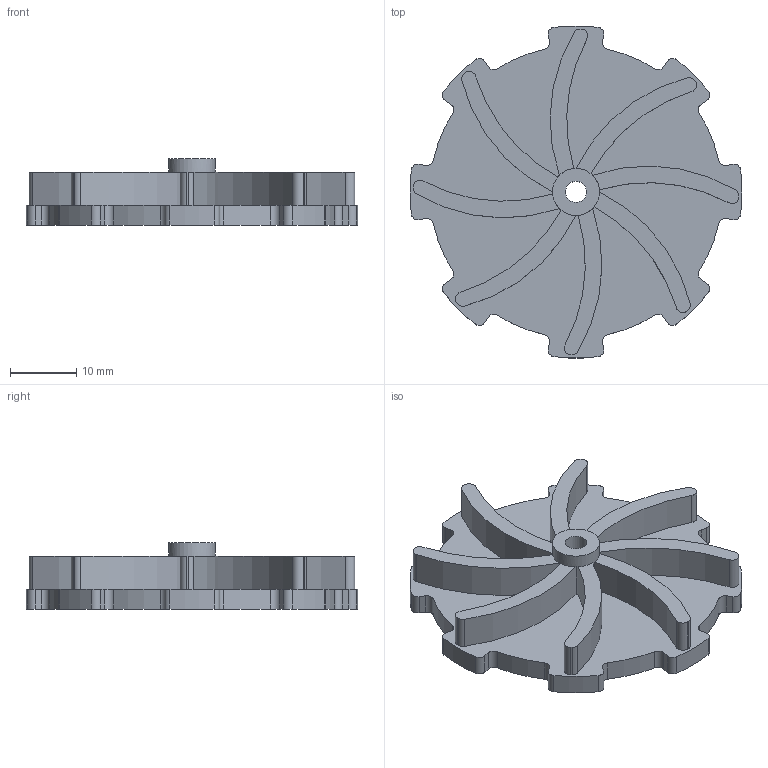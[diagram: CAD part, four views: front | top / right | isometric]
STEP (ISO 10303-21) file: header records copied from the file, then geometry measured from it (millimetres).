
FILE_DESCRIPTION(('STEP AP242'), '1');
FILE_NAME('itemWorkingWheelRotor', '', ('UNSPECIFIED'), ('UNSPECIFIED'), 'C3D Converter', 'C3D Toolkit', '');
FILE_SCHEMA(('AP242_MANAGED_MODEL_BASED_3D_ENGINEERING_MIM_LF { 1 0 10303 442 1 1 4 }'));
Length unit declared in the file: millimetre
Bounding box: 49.95 x 49.95 x 10 mm (x, y, z)
Volume: 7452.1 mm3; surface area: 5947.7 mm2
Topology: 1 solids, 1 shells, 117 faces, 341 edges, 227 vertices
Faces by surface type: cylinder 82, plane 35
Full cylindrical faces by diameter (mm): 3.2 x1, 7.071 x1
Entity records: 3995 total; most frequent: DIRECTION 754, CARTESIAN_POINT 684, ORIENTED_EDGE 678, EDGE_CURVE 339, AXIS2_PLACEMENT_3D 297, VERTEX_POINT 227, CIRCLE 179, LINE 160
